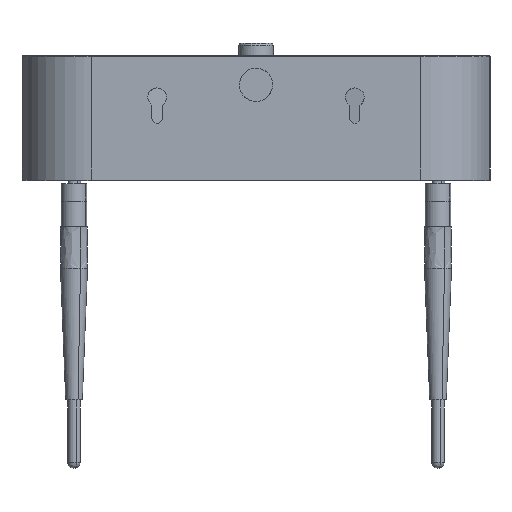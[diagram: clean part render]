
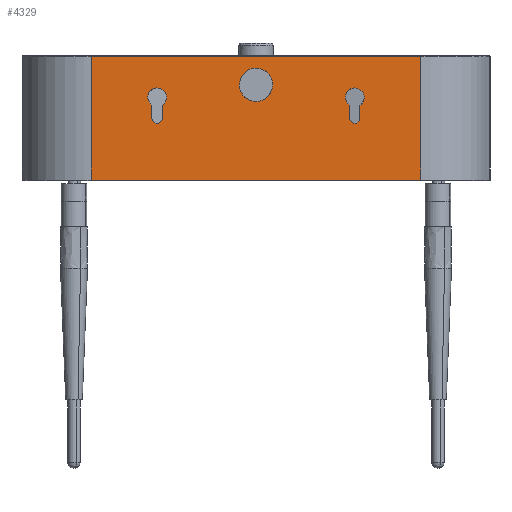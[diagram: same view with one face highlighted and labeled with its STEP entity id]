
A CAD part, front view. The second image highlights one B-rep face of the part: STEP entity #4329.
In plain terms, the highlighted free-form (B-spline) face has degree [1, 1] with [2, 2] control points.
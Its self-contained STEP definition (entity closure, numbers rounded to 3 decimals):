
#1790=CARTESIAN_POINT('',(-45.0,0.0,-23.742));
#1791=VERTEX_POINT('',#1790);
#1797=CARTESIAN_POINT('',(-50.0,0.0,-23.742));
#1798=VERTEX_POINT('',#1797);
#1799=CARTESIAN_POINT('',(-45.0,0.0,-23.742));
#1800=CARTESIAN_POINT('',(-42.225,0.0,-21.888));
#1801=CARTESIAN_POINT('',(-43.194,0.0,-18.694));
#1802=CARTESIAN_POINT('',(-44.163,0.0,-15.5));
#1803=CARTESIAN_POINT('',(-47.5,0.0,-15.5));
#1804=CARTESIAN_POINT('',(-50.837,0.0,-15.5));
#1805=CARTESIAN_POINT('',(-51.806,0.0,-18.694));
#1806=CARTESIAN_POINT('',(-52.775,0.0,-21.888));
#1807=CARTESIAN_POINT('',(-50.0,0.0,-23.742));
#1808=(BOUNDED_CURVE()
B_SPLINE_CURVE(2,(#1799,#1800,#1801,#1802,#1803,#1804,#1805,#1806,#1807),.UNSPECIFIED.,.F.,.F.)
B_SPLINE_CURVE_WITH_KNOTS((3,2,2,2,3),(303.749,376.874,450.0,523.126,596.251),.UNSPECIFIED.)
CURVE()
GEOMETRIC_REPRESENTATION_ITEM()
RATIONAL_B_SPLINE_CURVE((1.0,0.803,1.0,0.803,1.0,0.803,1.0,0.803,1.0))
REPRESENTATION_ITEM(''));
#1809=EDGE_CURVE('',#1791,#1798,#1808,.T.);
#1832=CARTESIAN_POINT('',(-50.0,0.0,-30.0));
#1833=VERTEX_POINT('',#1832);
#1834=CARTESIAN_POINT('',(-50.0,0.0,-23.742));
#1835=CARTESIAN_POINT('',(-50.0,0.0,-30.0));
#1836=B_SPLINE_CURVE_WITH_KNOTS('',1,(#1834,#1835),.UNSPECIFIED.,.F.,.F.,(2,2),(0.0,6.258),.UNSPECIFIED.);
#1837=EDGE_CURVE('',#1798,#1833,#1836,.T.);
#1859=CARTESIAN_POINT('',(-45.0,0.0,-30.0));
#1860=VERTEX_POINT('',#1859);
#1866=CARTESIAN_POINT('',(-45.0,0.0,-30.0));
#1867=CARTESIAN_POINT('',(-45.0,0.0,-23.742));
#1868=B_SPLINE_CURVE_WITH_KNOTS('',1,(#1866,#1867),.UNSPECIFIED.,.F.,.F.,(2,2),(0.0,6.258),.UNSPECIFIED.);
#1869=EDGE_CURVE('',#1860,#1791,#1868,.T.);
#1899=CARTESIAN_POINT('',(-50.0,0.0,-30.0));
#1900=CARTESIAN_POINT('',(-50.0,0.0,-32.5));
#1901=CARTESIAN_POINT('',(-47.5,0.0,-32.5));
#1902=CARTESIAN_POINT('',(-45.0,0.0,-32.5));
#1903=CARTESIAN_POINT('',(-45.0,0.0,-30.0));
#1904=(BOUNDED_CURVE()
B_SPLINE_CURVE(2,(#1899,#1900,#1901,#1902,#1903),.UNSPECIFIED.,.F.,.F.)
B_SPLINE_CURVE_WITH_KNOTS((3,2,3),(180.0,270.0,360.0),.UNSPECIFIED.)
CURVE()
GEOMETRIC_REPRESENTATION_ITEM()
RATIONAL_B_SPLINE_CURVE((1.0,0.707,1.0,0.707,1.0))
REPRESENTATION_ITEM(''));
#1905=EDGE_CURVE('',#1833,#1860,#1904,.T.);
#1916=CARTESIAN_POINT('',(50.0,0.0,-30.0));
#1917=VERTEX_POINT('',#1916);
#1925=CARTESIAN_POINT('',(50.0,0.0,-23.742));
#1926=VERTEX_POINT('',#1925);
#1927=CARTESIAN_POINT('',(50.0,0.0,-30.0));
#1928=CARTESIAN_POINT('',(50.0,0.0,-23.742));
#1929=B_SPLINE_CURVE_WITH_KNOTS('',1,(#1927,#1928),.UNSPECIFIED.,.F.,.F.,(2,2),(0.0,6.258),.UNSPECIFIED.);
#1930=EDGE_CURVE('',#1917,#1926,#1929,.T.);
#1972=CARTESIAN_POINT('',(45.0,0.0,-30.0));
#1973=VERTEX_POINT('',#1972);
#1979=CARTESIAN_POINT('',(45.0,0.0,-30.0));
#1980=CARTESIAN_POINT('',(45.0,0.0,-32.5));
#1981=CARTESIAN_POINT('',(47.5,0.0,-32.5));
#1982=CARTESIAN_POINT('',(50.0,0.0,-32.5));
#1983=CARTESIAN_POINT('',(50.0,0.0,-30.0));
#1984=(BOUNDED_CURVE()
B_SPLINE_CURVE(2,(#1979,#1980,#1981,#1982,#1983),.UNSPECIFIED.,.F.,.F.)
B_SPLINE_CURVE_WITH_KNOTS((3,2,3),(180.0,270.0,360.0),.UNSPECIFIED.)
CURVE()
GEOMETRIC_REPRESENTATION_ITEM()
RATIONAL_B_SPLINE_CURVE((1.0,0.707,1.0,0.707,1.0))
REPRESENTATION_ITEM(''));
#1985=EDGE_CURVE('',#1973,#1917,#1984,.T.);
#2021=CARTESIAN_POINT('',(45.0,0.0,-23.742));
#2022=VERTEX_POINT('',#2021);
#2023=CARTESIAN_POINT('',(50.0,0.0,-23.742));
#2024=CARTESIAN_POINT('',(52.775,0.0,-21.888));
#2025=CARTESIAN_POINT('',(51.806,0.0,-18.694));
#2026=CARTESIAN_POINT('',(50.837,0.0,-15.5));
#2027=CARTESIAN_POINT('',(47.5,0.0,-15.5));
#2028=CARTESIAN_POINT('',(44.163,0.0,-15.5));
#2029=CARTESIAN_POINT('',(43.194,0.0,-18.694));
#2030=CARTESIAN_POINT('',(42.225,0.0,-21.888));
#2031=CARTESIAN_POINT('',(45.0,0.0,-23.742));
#2032=(BOUNDED_CURVE()
B_SPLINE_CURVE(2,(#2023,#2024,#2025,#2026,#2027,#2028,#2029,#2030,#2031),.UNSPECIFIED.,.F.,.F.)
B_SPLINE_CURVE_WITH_KNOTS((3,2,2,2,3),(303.749,376.874,450.0,523.126,596.251),.UNSPECIFIED.)
CURVE()
GEOMETRIC_REPRESENTATION_ITEM()
RATIONAL_B_SPLINE_CURVE((1.0,0.803,1.0,0.803,1.0,0.803,1.0,0.803,1.0))
REPRESENTATION_ITEM(''));
#2033=EDGE_CURVE('',#1926,#2022,#2032,.T.);
#2049=CARTESIAN_POINT('',(45.0,0.0,-23.742));
#2050=CARTESIAN_POINT('',(45.0,0.0,-30.0));
#2051=B_SPLINE_CURVE_WITH_KNOTS('',1,(#2049,#2050),.UNSPECIFIED.,.F.,.F.,(2,2),(0.0,6.258),.UNSPECIFIED.);
#2052=EDGE_CURVE('',#2022,#1973,#2051,.T.);
#2099=CARTESIAN_POINT('',(-8.0,0.0,-14.0));
#2100=VERTEX_POINT('',#2099);
#2106=CARTESIAN_POINT('',(8.0,0.0,-14.0));
#2107=VERTEX_POINT('',#2106);
#2108=CARTESIAN_POINT('',(-8.0,0.0,-14.0));
#2109=CARTESIAN_POINT('',(-8.0,0.0,-22.0));
#2110=CARTESIAN_POINT('',(0.,0.0,-22.0));
#2111=CARTESIAN_POINT('',(8.0,0.0,-22.0));
#2112=CARTESIAN_POINT('',(8.0,0.0,-14.0));
#2113=(BOUNDED_CURVE()
B_SPLINE_CURVE(2,(#2108,#2109,#2110,#2111,#2112),.UNSPECIFIED.,.F.,.F.)
B_SPLINE_CURVE_WITH_KNOTS((3,2,3),(180.0,270.0,360.0),.UNSPECIFIED.)
CURVE()
GEOMETRIC_REPRESENTATION_ITEM()
RATIONAL_B_SPLINE_CURVE((1.0,0.707,1.0,0.707,1.0))
REPRESENTATION_ITEM(''));
#2114=EDGE_CURVE('',#2100,#2107,#2113,.T.);
#2186=CARTESIAN_POINT('',(8.0,0.0,-14.0));
#2187=CARTESIAN_POINT('',(8.0,0.0,-6.0));
#2188=CARTESIAN_POINT('',(0.,0.0,-6.0));
#2189=CARTESIAN_POINT('',(-8.0,0.0,-6.0));
#2190=CARTESIAN_POINT('',(-8.0,0.0,-14.0));
#2191=(BOUNDED_CURVE()
B_SPLINE_CURVE(2,(#2186,#2187,#2188,#2189,#2190),.UNSPECIFIED.,.F.,.F.)
B_SPLINE_CURVE_WITH_KNOTS((3,2,3),(0.0,90.0,180.0),.UNSPECIFIED.)
CURVE()
GEOMETRIC_REPRESENTATION_ITEM()
RATIONAL_B_SPLINE_CURVE((1.0,0.707,1.0,0.707,1.0))
REPRESENTATION_ITEM(''));
#2192=EDGE_CURVE('',#2107,#2100,#2191,.T.);
#2732=CARTESIAN_POINT('',(-79.205,0.0,-0.2));
#2733=VERTEX_POINT('',#2732);
#2740=CARTESIAN_POINT('',(79.205,0.0,-0.2));
#2741=VERTEX_POINT('',#2740);
#2742=CARTESIAN_POINT('',(-79.205,0.0,-0.2));
#2743=CARTESIAN_POINT('',(79.205,0.0,-0.2));
#2744=B_SPLINE_CURVE_WITH_KNOTS('',1,(#2742,#2743),.UNSPECIFIED.,.F.,.F.,(2,2),(0.0,158.409),.UNSPECIFIED.);
#2745=EDGE_CURVE('',#2733,#2741,#2744,.T.);
#4247=CARTESIAN_POINT('',(-79.205,0.0,-59.8));
#4248=VERTEX_POINT('',#4247);
#4249=CARTESIAN_POINT('',(-79.205,0.0,-0.2));
#4250=CARTESIAN_POINT('',(-79.205,0.0,-59.8));
#4251=B_SPLINE_CURVE_WITH_KNOTS('',1,(#4249,#4250),.UNSPECIFIED.,.F.,.F.,(2,2),(0.0,59.6),.UNSPECIFIED.);
#4252=EDGE_CURVE('',#2733,#4248,#4251,.T.);
#4282=CARTESIAN_POINT('',(79.205,0.0,-59.8));
#4283=VERTEX_POINT('',#4282);
#4284=CARTESIAN_POINT('',(79.205,0.0,-0.2));
#4285=CARTESIAN_POINT('',(79.205,0.0,-59.8));
#4286=B_SPLINE_CURVE_WITH_KNOTS('',1,(#4284,#4285),.UNSPECIFIED.,.F.,.F.,(2,2),(0.0,59.6),.UNSPECIFIED.);
#4287=EDGE_CURVE('',#2741,#4283,#4286,.T.);
#4298=CARTESIAN_POINT('',(-79.205,0.0,-0.2));
#4299=CARTESIAN_POINT('',(-79.205,0.0,-59.8));
#4300=CARTESIAN_POINT('',(79.205,0.0,-0.2));
#4301=CARTESIAN_POINT('',(79.205,0.0,-59.8));
#4302=B_SPLINE_SURFACE_WITH_KNOTS('',1,1,((#4298,#4299),(#4300,#4301)),.UNSPECIFIED.,.F.,.F.,.U.,(2,2),(2,2),(0.0,158.409),(0.2,59.8),.UNSPECIFIED.);
#4303=CARTESIAN_POINT('',(-79.205,0.0,-59.8));
#4304=CARTESIAN_POINT('',(79.205,0.0,-59.8));
#4305=B_SPLINE_CURVE_WITH_KNOTS('',1,(#4303,#4304),.UNSPECIFIED.,.F.,.F.,(2,2),(0.0,158.409),.UNSPECIFIED.);
#4306=EDGE_CURVE('',#4248,#4283,#4305,.T.);
#4307=ORIENTED_EDGE('',*,*,#4306,.T.);
#4308=ORIENTED_EDGE('',*,*,#4287,.F.);
#4309=ORIENTED_EDGE('',*,*,#2745,.F.);
#4310=ORIENTED_EDGE('',*,*,#4252,.T.);
#4311=EDGE_LOOP('',(#4307,#4308,#4309,#4310));
#4312=FACE_BOUND('',#4311,.T.);
#4313=ORIENTED_EDGE('',*,*,#2192,.F.);
#4314=ORIENTED_EDGE('',*,*,#2114,.F.);
#4315=EDGE_LOOP('',(#4313,#4314));
#4316=FACE_BOUND('',#4315,.T.);
#4317=ORIENTED_EDGE('',*,*,#1930,.F.);
#4318=ORIENTED_EDGE('',*,*,#1985,.F.);
#4319=ORIENTED_EDGE('',*,*,#2052,.F.);
#4320=ORIENTED_EDGE('',*,*,#2033,.F.);
#4321=EDGE_LOOP('',(#4317,#4318,#4319,#4320));
#4322=FACE_BOUND('',#4321,.T.);
#4323=ORIENTED_EDGE('',*,*,#1809,.F.);
#4324=ORIENTED_EDGE('',*,*,#1869,.F.);
#4325=ORIENTED_EDGE('',*,*,#1905,.F.);
#4326=ORIENTED_EDGE('',*,*,#1837,.F.);
#4327=EDGE_LOOP('',(#4323,#4324,#4325,#4326));
#4328=FACE_BOUND('',#4327,.T.);
#4329=ADVANCED_FACE('',(#4312,#4316,#4322,#4328),#4302,.F.);
